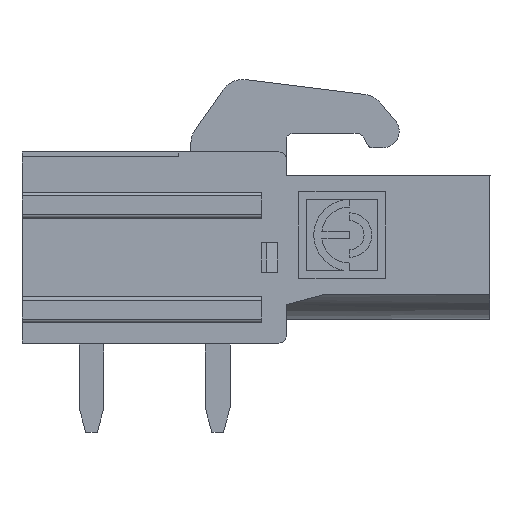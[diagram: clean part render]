
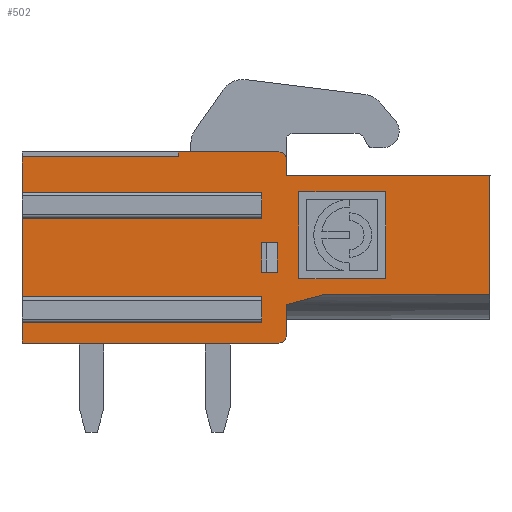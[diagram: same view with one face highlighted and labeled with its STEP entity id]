
A CAD part, left-side view. The second image highlights one B-rep face of the part: STEP entity #502.
In plain terms, the highlighted planar face has unit normal (-1, 0, 0).
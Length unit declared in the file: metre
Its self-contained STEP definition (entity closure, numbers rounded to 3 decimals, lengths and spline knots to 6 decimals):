
#502=ADVANCED_FACE('',(#1052,#1053,#1054),#1055,.T.);
#1052=FACE_BOUND('',#1645,.T.);
#1053=FACE_OUTER_BOUND('',#1646,.T.);
#1054=FACE_BOUND('',#1647,.T.);
#1055=PLANE('',#1648);
#1645=EDGE_LOOP('',(#3119,#3120,#3121,#3122));
#1646=EDGE_LOOP('',(#3123,#3124,#3125,#3126,#3127,#3128,#3129,#3130,#3131,#3132,#3133,#3134,#3135,#3136,#3137,#3138,#3139,#3140,#3141,#3142,#3143));
#1647=EDGE_LOOP('',(#3144,#3145,#3146,#3147));
#1648=AXIS2_PLACEMENT_3D('',#3148,#3149,#3150);
#3119=ORIENTED_EDGE('',*,*,#4232,.F.);
#3120=ORIENTED_EDGE('',*,*,#4115,.T.);
#3121=ORIENTED_EDGE('',*,*,#4233,.F.);
#3122=ORIENTED_EDGE('',*,*,#4213,.F.);
#3123=ORIENTED_EDGE('',*,*,#4029,.F.);
#3124=ORIENTED_EDGE('',*,*,#3937,.T.);
#3125=ORIENTED_EDGE('',*,*,#4234,.T.);
#3126=ORIENTED_EDGE('',*,*,#3841,.F.);
#3127=ORIENTED_EDGE('',*,*,#3818,.F.);
#3128=ORIENTED_EDGE('',*,*,#3745,.T.);
#3129=ORIENTED_EDGE('',*,*,#4235,.T.);
#3130=ORIENTED_EDGE('',*,*,#3690,.F.);
#3131=ORIENTED_EDGE('',*,*,#4087,.T.);
#3132=ORIENTED_EDGE('',*,*,#4236,.F.);
#3133=ORIENTED_EDGE('',*,*,#3898,.T.);
#3134=ORIENTED_EDGE('',*,*,#4173,.T.);
#3135=ORIENTED_EDGE('',*,*,#4124,.F.);
#3136=ORIENTED_EDGE('',*,*,#4069,.F.);
#3137=ORIENTED_EDGE('',*,*,#3625,.F.);
#3138=ORIENTED_EDGE('',*,*,#4073,.T.);
#3139=ORIENTED_EDGE('',*,*,#4166,.F.);
#3140=ORIENTED_EDGE('',*,*,#4064,.F.);
#3141=ORIENTED_EDGE('',*,*,#4230,.F.);
#3142=ORIENTED_EDGE('',*,*,#4237,.T.);
#3143=ORIENTED_EDGE('',*,*,#3837,.F.);
#3144=ORIENTED_EDGE('',*,*,#4238,.F.);
#3145=ORIENTED_EDGE('',*,*,#4239,.F.);
#3146=ORIENTED_EDGE('',*,*,#3752,.F.);
#3147=ORIENTED_EDGE('',*,*,#3802,.F.);
#3148=CARTESIAN_POINT('',(0.0,-0.0085,-0.00095));
#3149=DIRECTION('',(-1.0,0.,0.));
#3150=DIRECTION('',(0.,-1.0,0.));
#3625=EDGE_CURVE('',#4353,#4355,#4356,.T.);
#3690=EDGE_CURVE('',#4468,#4470,#4471,.T.);
#3745=EDGE_CURVE('',#4570,#4571,#4572,.T.);
#3752=EDGE_CURVE('',#4582,#4584,#4585,.T.);
#3802=EDGE_CURVE('',#4660,#4582,#4662,.T.);
#3818=EDGE_CURVE('',#4570,#4688,#4689,.T.);
#3837=EDGE_CURVE('',#4717,#4719,#4720,.T.);
#3841=EDGE_CURVE('',#4688,#4725,#4726,.T.);
#3898=EDGE_CURVE('',#4814,#4815,#4816,.T.);
#3937=EDGE_CURVE('',#4876,#4877,#4878,.T.);
#4029=EDGE_CURVE('',#4876,#4717,#5019,.T.);
#4064=EDGE_CURVE('',#5066,#5064,#5068,.T.);
#4069=EDGE_CURVE('',#4355,#5074,#5075,.T.);
#4073=EDGE_CURVE('',#4353,#5078,#5080,.T.);
#4087=EDGE_CURVE('',#4468,#5095,#5098,.T.);
#4115=EDGE_CURVE('',#5137,#5138,#5139,.T.);
#4124=EDGE_CURVE('',#5074,#5151,#5152,.T.);
#4166=EDGE_CURVE('',#5064,#5078,#5206,.T.);
#4173=EDGE_CURVE('',#4815,#5151,#5213,.T.);
#4213=EDGE_CURVE('',#5262,#5264,#5265,.T.);
#4230=EDGE_CURVE('',#5283,#5066,#5285,.T.);
#4232=EDGE_CURVE('',#5137,#5262,#5287,.T.);
#4233=EDGE_CURVE('',#5264,#5138,#5288,.T.);
#4234=EDGE_CURVE('',#4877,#4725,#5289,.T.);
#4235=EDGE_CURVE('',#4571,#4470,#5290,.T.);
#4236=EDGE_CURVE('',#4814,#5095,#5291,.T.);
#4237=EDGE_CURVE('',#5283,#4719,#5292,.T.);
#4238=EDGE_CURVE('',#5293,#4660,#5294,.T.);
#4239=EDGE_CURVE('',#4584,#5293,#5295,.T.);
#4353=VERTEX_POINT('',#5429);
#4355=VERTEX_POINT('',#5432);
#4356=LINE('',#5433,#5434);
#4468=VERTEX_POINT('',#5595);
#4470=VERTEX_POINT('',#5598);
#4471=LINE('',#5599,#5600);
#4570=VERTEX_POINT('',#5742);
#4571=VERTEX_POINT('',#5743);
#4572=LINE('',#5744,#5745);
#4582=VERTEX_POINT('',#5757);
#4584=VERTEX_POINT('',#5760);
#4585=LINE('',#5761,#5762);
#4660=VERTEX_POINT('',#5868);
#4662=LINE('',#5871,#5872);
#4688=VERTEX_POINT('',#5909);
#4689=LINE('',#5910,#5911);
#4717=VERTEX_POINT('',#5959);
#4719=VERTEX_POINT('',#5961);
#4720=LINE('',#5962,#5963);
#4725=VERTEX_POINT('',#5969);
#4726=LINE('',#5970,#5971);
#4814=VERTEX_POINT('',#6096);
#4815=VERTEX_POINT('',#6097);
#4816=LINE('',#6098,#6099);
#4876=VERTEX_POINT('',#6181);
#4877=VERTEX_POINT('',#6182);
#4878=LINE('',#6183,#6184);
#5019=LINE('',#6382,#6383);
#5064=VERTEX_POINT('',#6449);
#5066=VERTEX_POINT('',#6452);
#5068=LINE('',#6455,#6456);
#5074=VERTEX_POINT('',#6464);
#5075=LINE('',#6465,#6466);
#5078=VERTEX_POINT('',#6470);
#5080=CIRCLE('',#6473,0.0003);
#5095=VERTEX_POINT('',#6496);
#5098=CIRCLE('',#6500,0.0003);
#5137=VERTEX_POINT('',#6560);
#5138=VERTEX_POINT('',#6561);
#5139=LINE('',#6562,#6563);
#5151=VERTEX_POINT('',#6581);
#5152=LINE('',#6582,#6583);
#5206=LINE('',#6658,#6659);
#5213=LINE('',#6670,#6671);
#5262=VERTEX_POINT('',#6738);
#5264=VERTEX_POINT('',#6741);
#5265=LINE('',#6742,#6743);
#5283=VERTEX_POINT('',#6780);
#5285=LINE('',#6783,#6784);
#5287=LINE('',#6786,#6787);
#5288=LINE('',#6788,#6789);
#5289=LINE('',#6790,#6791);
#5290=LINE('',#6792,#6793);
#5291=LINE('',#6794,#6795);
#5292=LINE('',#6796,#6797);
#5293=VERTEX_POINT('',#6798);
#5294=LINE('',#6799,#6800);
#5295=LINE('',#6801,#6802);
#5429=CARTESIAN_POINT('',(0.0,-0.0003,-0.0003));
#5432=CARTESIAN_POINT('',(0.0,-0.0003,-0.00095));
#5433=CARTESIAN_POINT('',(0.0,-0.0003,-0.00662));
#5434=VECTOR('',#6919,1.0);
#5595=CARTESIAN_POINT('',(0.0,0.,-0.0077));
#5598=CARTESIAN_POINT('',(0.0,0.01035,-0.0077));
#5599=CARTESIAN_POINT('',(0.0,-0.0003,-0.0077));
#5600=VECTOR('',#6976,1.0);
#5742=CARTESIAN_POINT('',(0.0,0.0007,-0.00678));
#5743=CARTESIAN_POINT('',(0.0,0.01035,-0.00678));
#5744=CARTESIAN_POINT('',(0.0,0.00935,-0.00678));
#5745=VECTOR('',#7035,1.0);
#5757=CARTESIAN_POINT('',(0.0,-0.004299,-0.0016));
#5760=CARTESIAN_POINT('',(0.0,-0.0008,-0.0016));
#5761=CARTESIAN_POINT('',(0.0,-0.0008,-0.0016));
#5762=VECTOR('',#7045,1.0);
#5868=CARTESIAN_POINT('',(0.0,-0.004299,-0.0051));
#5871=CARTESIAN_POINT('',(0.0,-0.004299,-0.0016));
#5872=VECTOR('',#7093,1.0);
#5909=CARTESIAN_POINT('',(0.0,0.0007,-0.00592));
#5910=CARTESIAN_POINT('',(0.0,0.0007,-0.00592));
#5911=VECTOR('',#7105,1.0);
#5959=CARTESIAN_POINT('',(0.0,0.0007,-0.00172));
#5961=CARTESIAN_POINT('',(0.0,0.01035,-0.00172));
#5962=CARTESIAN_POINT('',(0.0,0.00935,-0.00172));
#5963=VECTOR('',#7131,1.0);
#5969=CARTESIAN_POINT('',(0.0,0.01035,-0.00592));
#5970=CARTESIAN_POINT('',(0.0,0.00935,-0.00592));
#5971=VECTOR('',#7136,1.0);
#6096=CARTESIAN_POINT('',(0.0,-0.0003,-0.00615));
#6097=CARTESIAN_POINT('',(0.0,-0.001793,-0.00575));
#6098=CARTESIAN_POINT('',(0.0,-0.001793,-0.00575));
#6099=VECTOR('',#7195,1.0);
#6181=CARTESIAN_POINT('',(0.0,0.0007,-0.00258));
#6182=CARTESIAN_POINT('',(0.0,0.01035,-0.00258));
#6183=CARTESIAN_POINT('',(0.0,0.00935,-0.00258));
#6184=VECTOR('',#7236,1.0);
#6382=CARTESIAN_POINT('',(0.0,0.0007,-0.00172));
#6383=VECTOR('',#7333,1.0);
#6449=CARTESIAN_POINT('',(0.0,0.00405,0.));
#6452=CARTESIAN_POINT('',(0.0,0.00405,-0.0002));
#6455=CARTESIAN_POINT('',(0.0,0.00405,-0.00095));
#6456=VECTOR('',#7369,1.0);
#6464=CARTESIAN_POINT('',(0.0,-0.0085,-0.00095));
#6465=CARTESIAN_POINT('',(0.0,-0.0013,-0.00095));
#6466=VECTOR('',#7372,1.0);
#6470=CARTESIAN_POINT('',(0.0,0.0,0.));
#6473=AXIS2_PLACEMENT_3D('',#7375,#7376,#7377);
#6496=CARTESIAN_POINT('',(0.0,-0.0003,-0.0074));
#6500=AXIS2_PLACEMENT_3D('',#7387,#7388,#7389);
#6560=CARTESIAN_POINT('',(0.0,0.0007,-0.00365));
#6561=CARTESIAN_POINT('',(0.0,0.000071,-0.00365));
#6562=CARTESIAN_POINT('',(0.0,-0.0085,-0.00365));
#6563=VECTOR('',#7414,1.0);
#6581=CARTESIAN_POINT('',(0.0,-0.0085,-0.00575));
#6582=CARTESIAN_POINT('',(0.0,-0.0085,-0.0007));
#6583=VECTOR('',#7421,1.0);
#6658=CARTESIAN_POINT('',(0.0,0.01035,0.));
#6659=VECTOR('',#7464,1.0);
#6670=CARTESIAN_POINT('',(0.0,-0.0085,-0.00575));
#6671=VECTOR('',#7469,1.0);
#6738=CARTESIAN_POINT('',(0.0,0.0007,-0.00485));
#6741=CARTESIAN_POINT('',(0.0,0.000071,-0.00485));
#6742=CARTESIAN_POINT('',(0.0,-0.0085,-0.00485));
#6743=VECTOR('',#7507,1.0);
#6780=CARTESIAN_POINT('',(0.0,0.01035,-0.0002));
#6783=CARTESIAN_POINT('',(0.0,-0.0085,-0.0002));
#6784=VECTOR('',#7518,1.0);
#6786=CARTESIAN_POINT('',(0.0,0.0007,-0.00135));
#6787=VECTOR('',#7519,1.0);
#6788=CARTESIAN_POINT('',(0.0,0.000071,-0.00135));
#6789=VECTOR('',#7520,1.0);
#6790=CARTESIAN_POINT('',(0.0,0.01035,-0.015055));
#6791=VECTOR('',#7521,1.0);
#6792=CARTESIAN_POINT('',(0.0,0.01035,-0.015055));
#6793=VECTOR('',#7522,1.0);
#6794=CARTESIAN_POINT('',(0.0,-0.0003,-0.00662));
#6795=VECTOR('',#7523,1.0);
#6796=CARTESIAN_POINT('',(0.0,0.01035,-0.015055));
#6797=VECTOR('',#7524,1.0);
#6798=CARTESIAN_POINT('',(0.0,-0.0008,-0.0051));
#6799=CARTESIAN_POINT('',(0.0,-0.004299,-0.0051));
#6800=VECTOR('',#7525,1.0);
#6801=CARTESIAN_POINT('',(0.0,-0.0008,-0.0051));
#6802=VECTOR('',#7526,1.0);
#6919=DIRECTION('',(0.,0.,-1.0));
#6976=DIRECTION('',(0.0,1.0,0.));
#7035=DIRECTION('',(0.,1.0,0.));
#7045=DIRECTION('',(0.0,1.0,0.));
#7093=DIRECTION('',(0.0,0.,1.0));
#7105=DIRECTION('',(0.,0.,1.0));
#7131=DIRECTION('',(0.,1.0,0.));
#7136=DIRECTION('',(0.,1.0,0.));
#7195=DIRECTION('',(0.,-0.966,0.259));
#7236=DIRECTION('',(0.,1.0,0.));
#7333=DIRECTION('',(0.,0.,1.0));
#7369=DIRECTION('',(0.,0.,1.0));
#7372=DIRECTION('',(0.0,-1.0,0.));
#7375=CARTESIAN_POINT('',(0.0,0.,-0.0003));
#7376=DIRECTION('',(-1.0,0.,0.));
#7377=DIRECTION('',(0.,0.,-1.0));
#7387=CARTESIAN_POINT('',(0.0,0.,-0.0074));
#7388=DIRECTION('',(-1.0,0.,0.));
#7389=DIRECTION('',(0.,0.,-1.0));
#7414=DIRECTION('',(0.,-1.0,0.));
#7421=DIRECTION('',(0.,0.,-1.0));
#7464=DIRECTION('',(0.0,-1.0,0.));
#7469=DIRECTION('',(0.0,-1.0,0.));
#7507=DIRECTION('',(0.,-1.0,0.));
#7518=DIRECTION('',(0.,-1.0,0.));
#7519=DIRECTION('',(0.,0.,-1.0));
#7520=DIRECTION('',(0.,0.,1.0));
#7521=DIRECTION('',(0.,0.,-1.0));
#7522=DIRECTION('',(0.,0.,-1.0));
#7523=DIRECTION('',(0.,0.,-1.0));
#7524=DIRECTION('',(0.,0.,-1.0));
#7525=DIRECTION('',(0.0,-1.0,0.));
#7526=DIRECTION('',(0.0,0.,-1.0));
